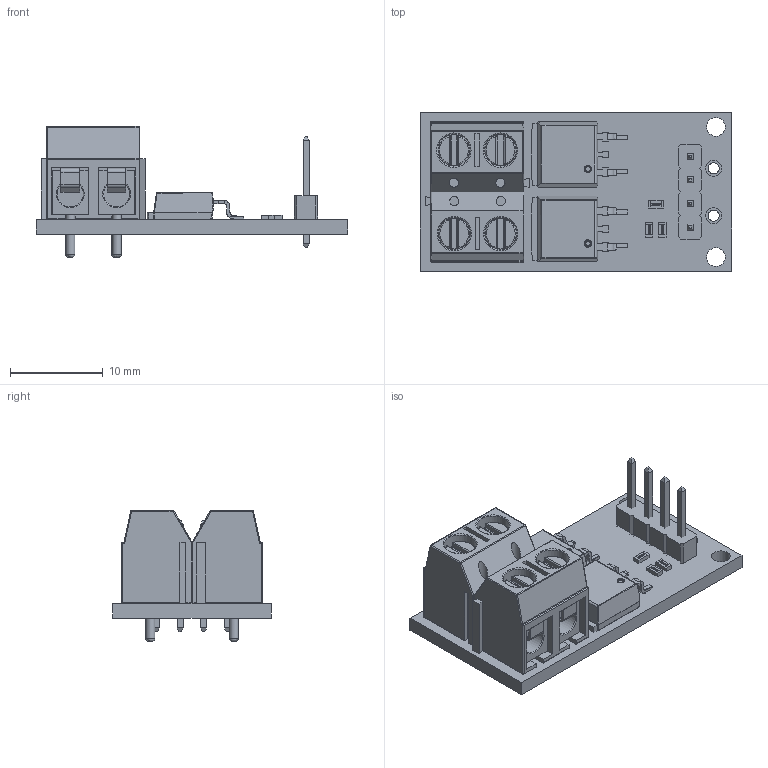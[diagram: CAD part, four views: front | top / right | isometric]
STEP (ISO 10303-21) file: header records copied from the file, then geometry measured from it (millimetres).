
FILE_DESCRIPTION(/* description */ (''),/* implementation_level */ '2;1');
FILE_NAME(/* name */ 'PWM Mosfet Modul 400W.step',/* time_stamp */ '2020-10-05T07:45:09+02:00',/* author */ (''),/* organization */ (''),/* preprocessor_version */ 'ST-DEVELOPER v18.1',/* originating_system */ 'Autodesk Translation Framework v9.3.0.1241',/* authorisation */ '');
FILE_SCHEMA (('AUTOMOTIVE_DESIGN { 1 0 10303 214 3 1 1 }'));
Length unit declared in the file: millimetre
Products named in the file (6): PWM Mosfet Modul 400W; Components; PinHeader; r-smd-0603; MOS; tb5p-2p_p5_l10_w7-6_h10 v1
Assembly tree (9 placements, depth 3):
  PWM Mosfet Modul 400W
    Components
      r-smd-0603  x3
      PinHeader
      MOS  x2
      tb5p-2p_p5_l10_w7-6_h10 v1  x2
Bounding box: 33.5 x 17 x 14.1 mm (x, y, z)
Volume: 2337.7 mm3; surface area: 4441.6 mm2
Topology: 21 solids, 21 shells, 1738 faces, 4529 edges, 2918 vertices
Faces by surface type: plane 1340, cylinder 208, bspline 114, sphere 44, torus 32
Full cylindrical faces by diameter (mm): 1 x12, 1.2 x6, 1.5 x16, 1.7 x12, 2 x2, 2.8 x4, 3.3 x4, 3.5 x4
Entity records: 27661 total; most frequent: CARTESIAN_POINT 7764, ORIENTED_EDGE 4130, DIRECTION 3783, EDGE_CURVE 2065, LINE 1663, VECTOR 1663, VERTEX_POINT 1318, AXIS2_PLACEMENT_3D 1060
